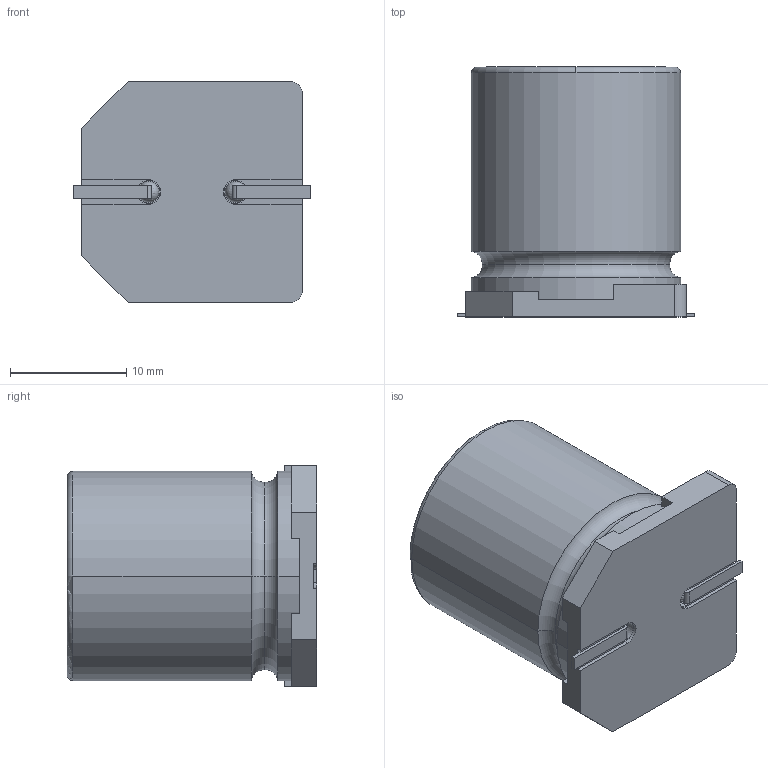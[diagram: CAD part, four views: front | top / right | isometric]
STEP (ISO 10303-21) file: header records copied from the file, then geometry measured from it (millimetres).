
FILE_DESCRIPTION (( 'STEP AP214' ), '1' );
FILE_NAME ('EEE-TP70821M.STEP', '2021-08-16T23:08:46', ( '' ), ( '' ), 'SwSTEP 2.0', 'SolidWorks 2017', '' );
FILE_SCHEMA (( 'AUTOMOTIVE_DESIGN' ));
Length unit declared in the file: millimetre
Products named in the file (1): EEE-TP70821M
Bounding box: 20.4 x 21.5 x 19 mm (x, y, z)
Volume: 5587.6 mm3; surface area: 2618.8 mm2
Topology: 4 solids, 4 shells, 79 faces, 204 edges, 132 vertices
Faces by surface type: plane 49, cylinder 22, torus 6, sphere 2
Entity records: 2697 total; most frequent: CARTESIAN_POINT 647, DIRECTION 422, ORIENTED_EDGE 400, EDGE_CURVE 200, AXIS2_PLACEMENT_3D 144, LINE 134, VECTOR 134, VERTEX_POINT 132
